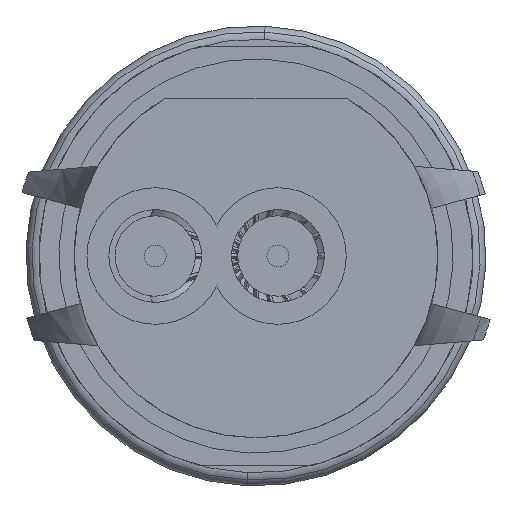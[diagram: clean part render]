
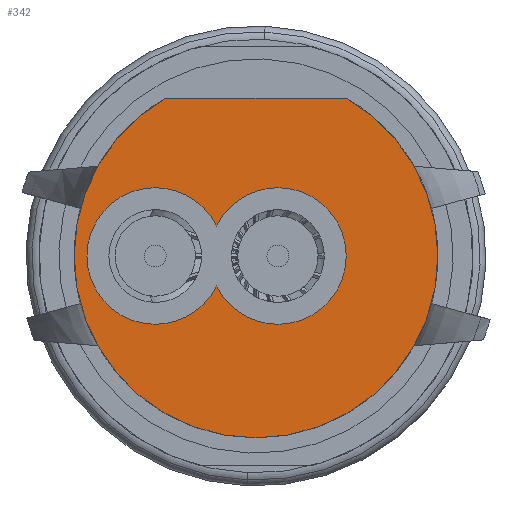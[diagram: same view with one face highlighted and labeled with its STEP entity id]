
A CAD part, front view. The second image highlights one B-rep face of the part: STEP entity #342.
In plain terms, the highlighted planar face has unit normal (0, -1, 0).
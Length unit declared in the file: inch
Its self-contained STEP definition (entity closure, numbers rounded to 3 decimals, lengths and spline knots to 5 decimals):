
#47 = CARTESIAN_POINT ( 'NONE',  ( -0.138, -1.062, 0. ) ) ;
#104 = FACE_BOUND ( 'NONE', #230, .T. ) ;
#121 = VERTEX_POINT ( 'NONE', #9868 ) ;
#230 = EDGE_LOOP ( 'NONE', ( #7721, #8673, #4183, #10717, #5088, #1395 ) ) ;
#342 = ADVANCED_FACE ( 'NONE', ( #8354, #104 ), #10619, .F. ) ;
#401 = CARTESIAN_POINT ( 'NONE',  ( 0., -1.062, 0. ) ) ;
#447 = EDGE_CURVE ( 'NONE', #10292, #9444, #4954, .T. ) ;
#906 = DIRECTION ( 'NONE',  ( 0., 0., -1. ) ) ;
#1395 = ORIENTED_EDGE ( 'NONE', *, *, #8191, .F. ) ;
#1503 = DIRECTION ( 'NONE',  ( 0., -1., 0. ) ) ;
#1575 = CARTESIAN_POINT ( 'NONE',  ( -0.12387, -1.062, 0.216 ) ) ;
#1618 = DIRECTION ( 'NONE',  ( 1., 0., 0. ) ) ;
#1822 = CARTESIAN_POINT ( 'NONE',  ( -0.138, -1.062, 0.0935 ) ) ;
#1827 = DIRECTION ( 'NONE',  ( 0., -1., 0. ) ) ;
#1929 = EDGE_CURVE ( 'NONE', #9444, #9630, #7954, .T. ) ;
#1970 = EDGE_CURVE ( 'NONE', #4964, #10292, #5168, .T. ) ;
#2168 = DIRECTION ( 'NONE',  ( 0., 0., 1. ) ) ;
#2319 = CARTESIAN_POINT ( 'NONE',  ( 0.03, -1.062, -0.0935 ) ) ;
#2560 = DIRECTION ( 'NONE',  ( 0., -1., 0. ) ) ;
#2909 = CARTESIAN_POINT ( 'NONE',  ( 0., -1.062, 0. ) ) ;
#3045 = CARTESIAN_POINT ( 'NONE',  ( 0.12387, -1.062, 0.216 ) ) ;
#3099 = AXIS2_PLACEMENT_3D ( 'NONE', #6593, #1503, #7432 ) ;
#3394 = AXIS2_PLACEMENT_3D ( 'NONE', #2909, #8844, #3774 ) ;
#3685 = ORIENTED_EDGE ( 'NONE', *, *, #10525, .F. ) ;
#3710 = EDGE_LOOP ( 'NONE', ( #3685, #6829 ) ) ;
#3734 = AXIS2_PLACEMENT_3D ( 'NONE', #7633, #2560, #8495 ) ;
#3774 = DIRECTION ( 'NONE',  ( 0., 0., 1. ) ) ;
#3894 = CARTESIAN_POINT ( 'NONE',  ( -0.054, -1.062, -0.04106 ) ) ;
#4183 = ORIENTED_EDGE ( 'NONE', *, *, #1970, .F. ) ;
#4504 = DIRECTION ( 'NONE',  ( 0., -1., 0. ) ) ;
#4897 = DIRECTION ( 'NONE',  ( 0., -1., 0. ) ) ;
#4954 = CIRCLE ( 'NONE', #7361, 0.0935 ) ;
#4964 = VERTEX_POINT ( 'NONE', #2319 ) ;
#5088 = ORIENTED_EDGE ( 'NONE', *, *, #7478, .F. ) ;
#5168 = CIRCLE ( 'NONE', #9154, 0.0935 ) ;
#5482 = CARTESIAN_POINT ( 'NONE',  ( -0.12387, -1.062, 0.216 ) ) ;
#5540 = VERTEX_POINT ( 'NONE', #5482 ) ;
#5985 = DIRECTION ( 'NONE',  ( 0., -1., 0. ) ) ;
#6112 = CIRCLE ( 'NONE', #3734, 0.0935 ) ;
#6359 = CIRCLE ( 'NONE', #10062, 0.0935 ) ;
#6593 = CARTESIAN_POINT ( 'NONE',  ( -0.138, -1.062, 0. ) ) ;
#6623 = EDGE_CURVE ( 'NONE', #7372, #4964, #6112, .T. ) ;
#6829 = ORIENTED_EDGE ( 'NONE', *, *, #8523, .F. ) ;
#6907 = CARTESIAN_POINT ( 'NONE',  ( -0.138, -1.062, 0. ) ) ;
#7231 = DIRECTION ( 'NONE',  ( 0., 1., 0. ) ) ;
#7361 = AXIS2_PLACEMENT_3D ( 'NONE', #9979, #4897, #10846 ) ;
#7372 = VERTEX_POINT ( 'NONE', #3894 ) ;
#7432 = DIRECTION ( 'NONE',  ( 0., 0., -1. ) ) ;
#7478 = EDGE_CURVE ( 'NONE', #121, #7372, #9960, .T. ) ;
#7633 = CARTESIAN_POINT ( 'NONE',  ( 0.03, -1.062, 0. ) ) ;
#7721 = ORIENTED_EDGE ( 'NONE', *, *, #1929, .F. ) ;
#7742 = CARTESIAN_POINT ( 'NONE',  ( -0.054, -1.062, 0.04106 ) ) ;
#7753 = DIRECTION ( 'NONE',  ( 0., 0., -1. ) ) ;
#7954 = CIRCLE ( 'NONE', #8003, 0.0935 ) ;
#8003 = AXIS2_PLACEMENT_3D ( 'NONE', #47, #5985, #906 ) ;
#8022 = VECTOR ( 'NONE', #1618, 39.37008 ) ;
#8191 = EDGE_CURVE ( 'NONE', #9630, #121, #6359, .T. ) ;
#8354 = FACE_OUTER_BOUND ( 'NONE', #3710, .T. ) ;
#8495 = DIRECTION ( 'NONE',  ( 0., 0., -1. ) ) ;
#8523 = EDGE_CURVE ( 'NONE', #9839, #5540, #9145, .T. ) ;
#8673 = ORIENTED_EDGE ( 'NONE', *, *, #447, .F. ) ;
#8837 = LINE ( 'NONE', #1575, #8022 ) ;
#8844 = DIRECTION ( 'NONE',  ( 0., 1., 0. ) ) ;
#8858 = CARTESIAN_POINT ( 'NONE',  ( 0.03, -1.062, 0.0935 ) ) ;
#9145 = CIRCLE ( 'NONE', #3394, 0.249 ) ;
#9154 = AXIS2_PLACEMENT_3D ( 'NONE', #9572, #4504, #10438 ) ;
#9444 = VERTEX_POINT ( 'NONE', #7742 ) ;
#9572 = CARTESIAN_POINT ( 'NONE',  ( 0.03, -1.062, 0. ) ) ;
#9630 = VERTEX_POINT ( 'NONE', #1822 ) ;
#9839 = VERTEX_POINT ( 'NONE', #3045 ) ;
#9868 = CARTESIAN_POINT ( 'NONE',  ( -0.138, -1.062, -0.0935 ) ) ;
#9960 = CIRCLE ( 'NONE', #3099, 0.0935 ) ;
#9979 = CARTESIAN_POINT ( 'NONE',  ( 0.03, -1.062, 0. ) ) ;
#10062 = AXIS2_PLACEMENT_3D ( 'NONE', #6907, #1827, #7753 ) ;
#10292 = VERTEX_POINT ( 'NONE', #8858 ) ;
#10438 = DIRECTION ( 'NONE',  ( 0., 0., -1. ) ) ;
#10525 = EDGE_CURVE ( 'NONE', #5540, #9839, #8837, .T. ) ;
#10619 = PLANE ( 'NONE',  #11017 ) ;
#10717 = ORIENTED_EDGE ( 'NONE', *, *, #6623, .F. ) ;
#10846 = DIRECTION ( 'NONE',  ( 0., 0., -1. ) ) ;
#11017 = AXIS2_PLACEMENT_3D ( 'NONE', #401, #7231, #2168 ) ;
